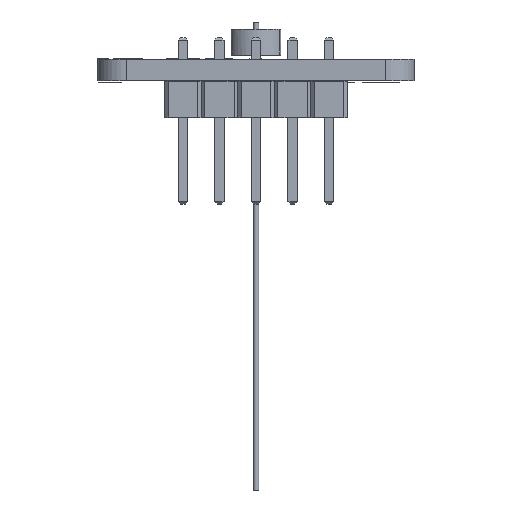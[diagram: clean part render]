
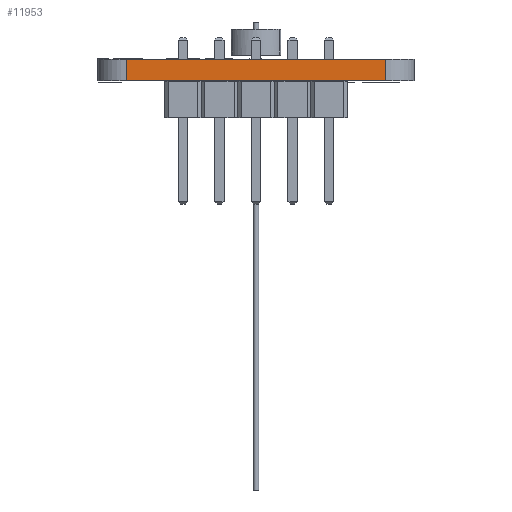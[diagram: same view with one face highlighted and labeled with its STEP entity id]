
A CAD part, front view. The second image highlights one B-rep face of the part: STEP entity #11953.
In plain terms, the highlighted planar face has unit normal (0, -1, 0).
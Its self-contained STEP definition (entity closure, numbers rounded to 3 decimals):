
#11438 = VERTEX_POINT('',#11439);
#11439 = CARTESIAN_POINT('',(-9.002,-11.,0.));
#11446 = EDGE_CURVE('',#11447,#11438,#11449,.T.);
#11447 = VERTEX_POINT('',#11448);
#11448 = CARTESIAN_POINT('',(8.998,-11.,0.));
#11449 = LINE('',#11450,#11451);
#11450 = CARTESIAN_POINT('',(8.998,-11.,0.));
#11451 = VECTOR('',#11452,1.);
#11452 = DIRECTION('',(-1.,0.,0.));
#11698 = VERTEX_POINT('',#11699);
#11699 = CARTESIAN_POINT('',(-9.002,-11.,1.51));
#11706 = EDGE_CURVE('',#11707,#11698,#11709,.T.);
#11707 = VERTEX_POINT('',#11708);
#11708 = CARTESIAN_POINT('',(8.998,-11.,1.51));
#11709 = LINE('',#11710,#11711);
#11710 = CARTESIAN_POINT('',(8.998,-11.,1.51));
#11711 = VECTOR('',#11712,1.);
#11712 = DIRECTION('',(-1.,0.,0.));
#11925 = EDGE_CURVE('',#11447,#11707,#11926,.T.);
#11926 = LINE('',#11927,#11928);
#11927 = CARTESIAN_POINT('',(8.998,-11.,0.));
#11928 = VECTOR('',#11929,1.);
#11929 = DIRECTION('',(0.,0.,1.));
#11953 = ADVANCED_FACE('',(#11954),#11965,.T.);
#11954 = FACE_BOUND('',#11955,.T.);
#11955 = EDGE_LOOP('',(#11956,#11957,#11958,#11964));
#11956 = ORIENTED_EDGE('',*,*,#11925,.T.);
#11957 = ORIENTED_EDGE('',*,*,#11706,.T.);
#11958 = ORIENTED_EDGE('',*,*,#11959,.F.);
#11959 = EDGE_CURVE('',#11438,#11698,#11960,.T.);
#11960 = LINE('',#11961,#11962);
#11961 = CARTESIAN_POINT('',(-9.002,-11.,0.));
#11962 = VECTOR('',#11963,1.);
#11963 = DIRECTION('',(0.,0.,1.));
#11964 = ORIENTED_EDGE('',*,*,#11446,.F.);
#11965 = PLANE('',#11966);
#11966 = AXIS2_PLACEMENT_3D('',#11967,#11968,#11969);
#11967 = CARTESIAN_POINT('',(8.998,-11.,0.));
#11968 = DIRECTION('',(0.,-1.,0.));
#11969 = DIRECTION('',(-1.,0.,0.));
